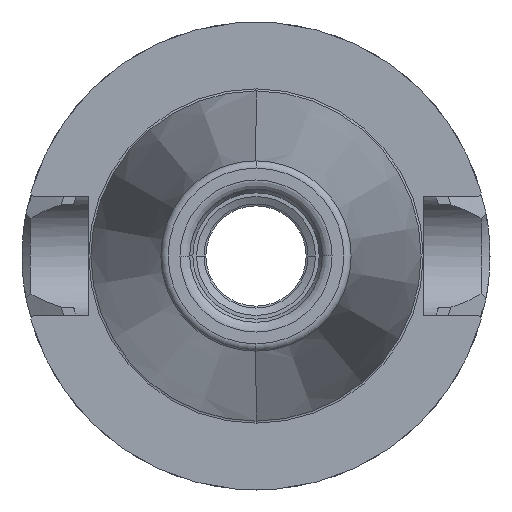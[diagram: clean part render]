
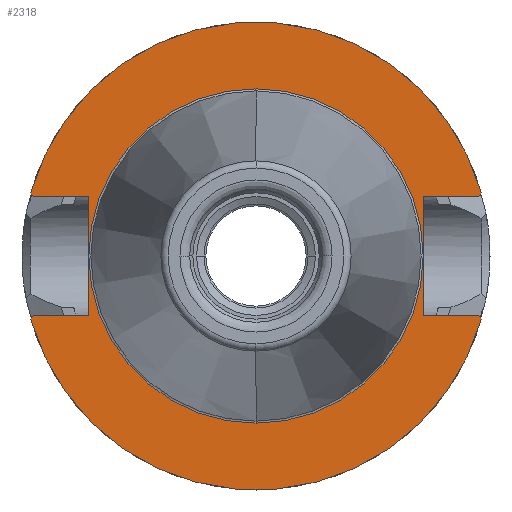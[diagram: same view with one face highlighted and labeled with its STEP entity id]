
A CAD part, left-side view. The second image highlights one B-rep face of the part: STEP entity #2318.
In plain terms, the highlighted planar face has unit normal (-1, 0, 0).
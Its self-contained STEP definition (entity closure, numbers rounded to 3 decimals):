
#695=CARTESIAN_POINT('',(2.,0.,0.));
#696=DIRECTION('',(-1.,0.,0.));
#697=DIRECTION('',(0.,0.963,-0.269));
#698=AXIS2_PLACEMENT_3D('',#695,#696,#697);
#704=CARTESIAN_POINT('',(2.,0.,0.));
#705=DIRECTION('',(-1.,0.,0.));
#706=DIRECTION('',(0.,-0.963,0.269));
#707=AXIS2_PLACEMENT_3D('',#704,#705,#706);
#833=CARTESIAN_POINT('',(2.,0.,0.));
#834=DIRECTION('',(1.,0.,0.));
#835=DIRECTION('',(0.,0.,1.));
#836=AXIS2_PLACEMENT_3D('',#833,#834,#835);
#838=CARTESIAN_POINT('',(2.,0.,0.));
#839=DIRECTION('',(1.,0.,0.));
#840=DIRECTION('',(0.,0.,-1.));
#841=AXIS2_PLACEMENT_3D('',#838,#839,#840);
#843=DIRECTION('',(0.,0.,-1.));
#844=VECTOR('',#843,16.1);
#845=CARTESIAN_POINT('',(2.,-22.6,8.05));
#846=LINE('',#845,#844);
#847=DIRECTION('',(0.,1.,0.));
#848=VECTOR('',#847,7.3);
#849=CARTESIAN_POINT('',(2.,-29.9,-8.05));
#850=LINE('',#849,#848);
#851=DIRECTION('',(0.,0.707,0.707));
#852=VECTOR('',#851,0.616);
#853=CARTESIAN_POINT('',(2.,-30.336,-8.486));
#854=LINE('',#853,#852);
#855=DIRECTION('',(0.,-0.707,0.707));
#856=VECTOR('',#855,0.616);
#857=CARTESIAN_POINT('',(2.,30.336,-8.486));
#858=LINE('',#857,#856);
#859=DIRECTION('',(0.,-1.,0.));
#860=VECTOR('',#859,7.3);
#861=CARTESIAN_POINT('',(2.,29.9,-8.05));
#862=LINE('',#861,#860);
#863=DIRECTION('',(0.,0.,-1.));
#864=VECTOR('',#863,16.1);
#865=CARTESIAN_POINT('',(2.,22.6,8.05));
#866=LINE('',#865,#864);
#867=DIRECTION('',(0.,-1.,0.));
#868=VECTOR('',#867,7.3);
#869=CARTESIAN_POINT('',(2.,29.9,8.05));
#870=LINE('',#869,#868);
#871=DIRECTION('',(0.,-0.707,-0.707));
#872=VECTOR('',#871,0.616);
#873=CARTESIAN_POINT('',(2.,30.336,8.486));
#874=LINE('',#873,#872);
#875=DIRECTION('',(0.,0.707,-0.707));
#876=VECTOR('',#875,0.616);
#877=CARTESIAN_POINT('',(2.,-30.336,8.486));
#878=LINE('',#877,#876);
#879=DIRECTION('',(0.,1.,0.));
#880=VECTOR('',#879,7.3);
#881=CARTESIAN_POINT('',(2.,-29.9,8.05));
#882=LINE('',#881,#880);
#998=CARTESIAN_POINT('',(2.,22.6,8.05));
#999=CARTESIAN_POINT('',(2.,22.6,-8.05));
#1000=VERTEX_POINT('',#998);
#1001=VERTEX_POINT('',#999);
#1074=CARTESIAN_POINT('',(2.,0.,22.5));
#1075=CARTESIAN_POINT('',(2.,0.,-22.5));
#1076=VERTEX_POINT('',#1074);
#1077=VERTEX_POINT('',#1075);
#1110=CARTESIAN_POINT('',(2.,29.9,8.05));
#1111=VERTEX_POINT('',#1110);
#1112=CARTESIAN_POINT('',(2.,29.9,-8.05));
#1113=VERTEX_POINT('',#1112);
#1118=CARTESIAN_POINT('',(2.,30.336,8.486));
#1119=VERTEX_POINT('',#1118);
#1120=CARTESIAN_POINT('',(2.,30.336,-8.486));
#1121=VERTEX_POINT('',#1120);
#1123=CARTESIAN_POINT('',(2.,-30.336,8.486));
#1125=VERTEX_POINT('',#1123);
#1127=CARTESIAN_POINT('',(2.,-30.336,-8.486));
#1129=VERTEX_POINT('',#1127);
#1130=CARTESIAN_POINT('',(2.,-22.6,8.05));
#1131=CARTESIAN_POINT('',(2.,-22.6,-8.05));
#1132=VERTEX_POINT('',#1130);
#1133=VERTEX_POINT('',#1131);
#1134=CARTESIAN_POINT('',(2.,-29.9,8.05));
#1135=VERTEX_POINT('',#1134);
#1136=CARTESIAN_POINT('',(2.,-29.9,-8.05));
#1137=VERTEX_POINT('',#1136);
#2287=CARTESIAN_POINT('',(2.,0.,0.));
#2288=DIRECTION('',(-1.,0.,0.));
#2289=DIRECTION('',(0.,0.,-1.));
#2290=AXIS2_PLACEMENT_3D('',#2287,#2288,#2289);
#2291=PLANE('',#2290);
#2292=ORIENTED_EDGE('',*,*,#2281,.T.);
#2293=ORIENTED_EDGE('',*,*,#2053,.F.);
#2294=ORIENTED_EDGE('',*,*,#2214,.F.);
#2295=ORIENTED_EDGE('',*,*,#2169,.F.);
#2297=ORIENTED_EDGE('',*,*,#2296,.T.);
#2299=ORIENTED_EDGE('',*,*,#2298,.T.);
#2301=ORIENTED_EDGE('',*,*,#2300,.F.);
#2303=ORIENTED_EDGE('',*,*,#2302,.F.);
#2305=ORIENTED_EDGE('',*,*,#2304,.F.);
#2306=ORIENTED_EDGE('',*,*,#2181,.F.);
#2308=ORIENTED_EDGE('',*,*,#2307,.T.);
#2309=ORIENTED_EDGE('',*,*,#2263,.T.);
#2310=EDGE_LOOP('',(#2292,#2293,#2294,#2295,#2297,#2299,#2301,#2303,#2305,#2306,
#2308,#2309));
#2311=FACE_OUTER_BOUND('',#2310,.F.);
#2313=ORIENTED_EDGE('',*,*,#2312,.F.);
#2315=ORIENTED_EDGE('',*,*,#2314,.F.);
#2316=EDGE_LOOP('',(#2313,#2315));
#2317=FACE_BOUND('',#2316,.F.);
#2318=ADVANCED_FACE('',(#2311,#2317),#2291,.T.);
#699=CIRCLE('',#698,31.5);
#708=CIRCLE('',#707,31.5);
#837=CIRCLE('',#836,22.5);
#842=CIRCLE('',#841,22.5);
#2053=EDGE_CURVE('',#1137,#1133,#850,.T.);
#2169=EDGE_CURVE('',#1121,#1129,#699,.T.);
#2181=EDGE_CURVE('',#1125,#1119,#708,.T.);
#2214=EDGE_CURVE('',#1129,#1137,#854,.T.);
#2263=EDGE_CURVE('',#1135,#1132,#882,.T.);
#2281=EDGE_CURVE('',#1132,#1133,#846,.T.);
#2296=EDGE_CURVE('',#1121,#1113,#858,.T.);
#2298=EDGE_CURVE('',#1113,#1001,#862,.T.);
#2300=EDGE_CURVE('',#1000,#1001,#866,.T.);
#2302=EDGE_CURVE('',#1111,#1000,#870,.T.);
#2304=EDGE_CURVE('',#1119,#1111,#874,.T.);
#2307=EDGE_CURVE('',#1125,#1135,#878,.T.);
#2312=EDGE_CURVE('',#1076,#1077,#837,.T.);
#2314=EDGE_CURVE('',#1077,#1076,#842,.T.);
